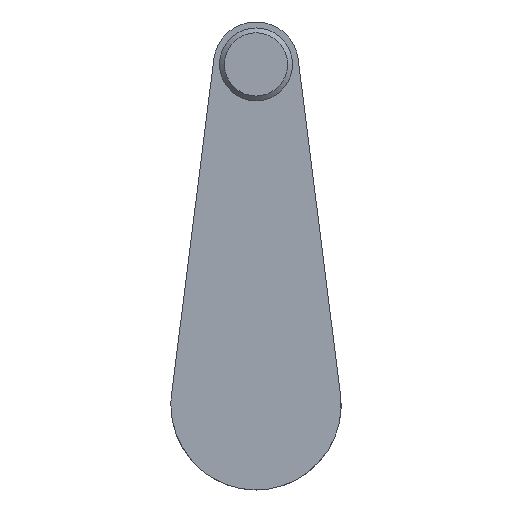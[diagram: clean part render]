
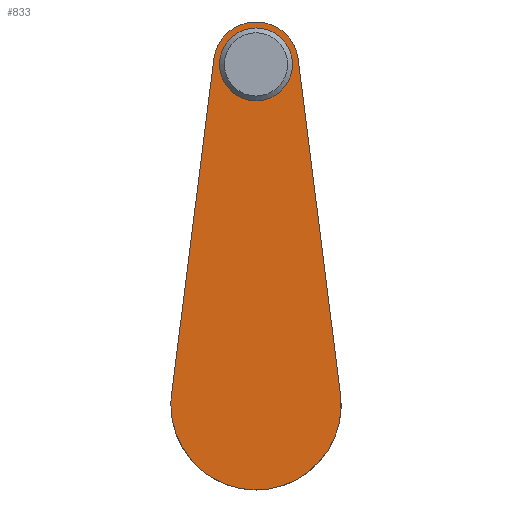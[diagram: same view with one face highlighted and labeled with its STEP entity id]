
A CAD part, left-side view. The second image highlights one B-rep face of the part: STEP entity #833.
In plain terms, the highlighted planar face has unit normal (-1, 0, 0).
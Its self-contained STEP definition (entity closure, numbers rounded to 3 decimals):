
#592=CARTESIAN_POINT('',(0.,0.,15.5));
#593=VERTEX_POINT('',#592);
#594=CARTESIAN_POINT('',(0.,0.,14.));
#595=DIRECTION('',(1.0,0.0,0.0));
#596=DIRECTION('',(0.0,0.0,-1.0));
#597=AXIS2_PLACEMENT_3D('',#594,#595,#596);
#598=CIRCLE('',#597,1.5);
#599=EDGE_CURVE('',#593,#593,#598,.T.);
#631=CARTESIAN_POINT('',(0.,-1.736,14.219));
#632=VERTEX_POINT('',#631);
#639=CARTESIAN_POINT('',(0.,-3.473,0.438));
#640=VERTEX_POINT('',#639);
#641=CARTESIAN_POINT('',(0.,-3.473,0.438));
#642=DIRECTION('',(0.,0.125,0.992));
#643=VECTOR('',#642,13.89);
#644=LINE('',#641,#643);
#645=EDGE_CURVE('',#640,#632,#644,.T.);
#671=CARTESIAN_POINT('',(0.,3.473,0.437));
#672=VERTEX_POINT('',#671);
#679=CARTESIAN_POINT('',(0.,1.736,14.219));
#680=VERTEX_POINT('',#679);
#681=CARTESIAN_POINT('',(0.,1.736,14.219));
#682=DIRECTION('',(0.,0.125,-0.992));
#683=VECTOR('',#682,13.89);
#684=LINE('',#681,#683);
#685=EDGE_CURVE('',#680,#672,#684,.T.);
#702=CARTESIAN_POINT('',(0.,0.,14.));
#703=DIRECTION('',(-1.0,0.0,0.0));
#704=DIRECTION('',(0.0,0.0,1.0));
#705=AXIS2_PLACEMENT_3D('',#702,#703,#704);
#706=CIRCLE('',#705,1.75);
#707=EDGE_CURVE('',#632,#680,#706,.T.);
#756=CARTESIAN_POINT('',(0.,0.,0.0));
#757=DIRECTION('',(-1.0,0.0,0.0));
#758=DIRECTION('',(0.0,0.0,1.0));
#759=AXIS2_PLACEMENT_3D('',#756,#757,#758);
#760=CIRCLE('',#759,3.5);
#761=EDGE_CURVE('',#672,#640,#760,.T.);
#819=CARTESIAN_POINT('',(0.0,1.5,0.0));
#820=DIRECTION('',(-1.0,0.0,0.0));
#821=DIRECTION('',(0.0,0.0,1.0));
#822=AXIS2_PLACEMENT_3D('',#819,#820,#821);
#823=PLANE('',#822);
#824=ORIENTED_EDGE('',*,*,#707,.T.);
#825=ORIENTED_EDGE('',*,*,#685,.T.);
#826=ORIENTED_EDGE('',*,*,#761,.T.);
#827=ORIENTED_EDGE('',*,*,#645,.T.);
#828=EDGE_LOOP('',(#824,#825,#826,#827));
#829=FACE_OUTER_BOUND('',#828,.T.);
#830=ORIENTED_EDGE('',*,*,#599,.T.);
#831=EDGE_LOOP('',(#830));
#832=FACE_BOUND('',#831,.T.);
#833=ADVANCED_FACE('',(#829,#832),#823,.T.);
